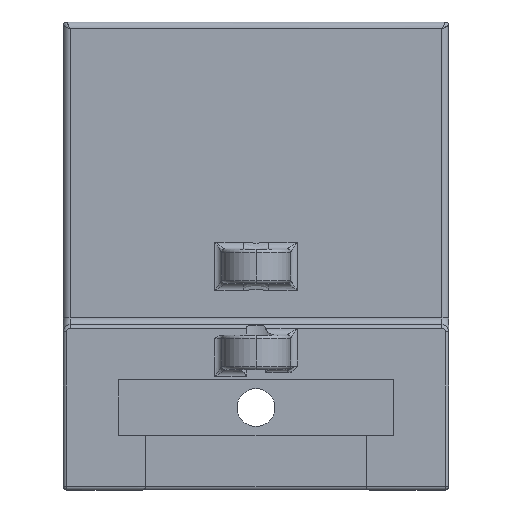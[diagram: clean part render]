
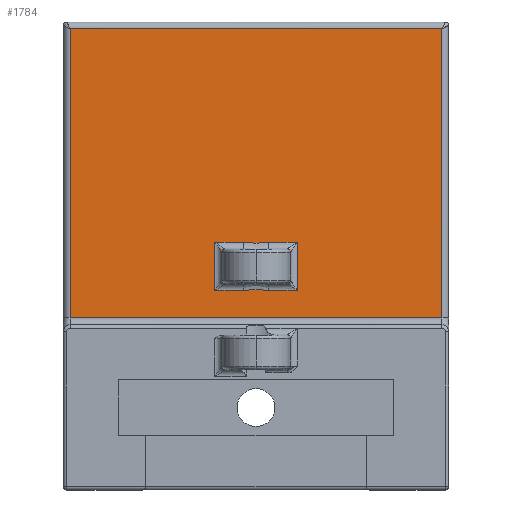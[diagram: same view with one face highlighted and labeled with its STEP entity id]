
A CAD part, front view. The second image highlights one B-rep face of the part: STEP entity #1784.
In plain terms, the highlighted planar face has unit normal (0, -1, 0).
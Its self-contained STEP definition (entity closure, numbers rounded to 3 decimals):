
#50 = VERTEX_POINT ( 'NONE', #3300 ) ;
#54 = EDGE_CURVE ( 'NONE', #2502, #2719, #1237, .T. ) ;
#72 = DIRECTION ( 'NONE',  ( 0., 0., 1. ) ) ;
#142 = DIRECTION ( 'NONE',  ( -1., 0., 0. ) ) ;
#181 = ORIENTED_EDGE ( 'NONE', *, *, #230, .T. ) ;
#185 = VERTEX_POINT ( 'NONE', #2701 ) ;
#211 = DIRECTION ( 'NONE',  ( 1., 0., 0. ) ) ;
#230 = EDGE_CURVE ( 'NONE', #3646, #3281, #460, .T. ) ;
#380 = CARTESIAN_POINT ( 'NONE',  ( -0.298, -23.5, 9.134 ) ) ;
#423 = EDGE_CURVE ( 'NONE', #1391, #185, #505, .T. ) ;
#428 = EDGE_LOOP ( 'NONE', ( #2984, #4235, #3131, #901 ) ) ;
#460 = B_SPLINE_CURVE_WITH_KNOTS ( 'NONE', 3,
 ( #1686, #3436, #4391, #4367, #4059, #380, #1332, #1011, #4040, #3075 ),
 .UNSPECIFIED., .F., .F.,
 ( 4, 2, 2, 2, 4 ),
 ( 0., 0.001, 0.002, 0.003, 0.004 ),
 .UNSPECIFIED. ) ;
#479 = CARTESIAN_POINT ( 'NONE',  ( 5., -23.5, 16. ) ) ;
#505 = LINE ( 'NONE', #3319, #2225 ) ;
#561 = VECTOR ( 'NONE', #2589, 1000. ) ;
#623 = ORIENTED_EDGE ( 'NONE', *, *, #3407, .T. ) ;
#697 = VECTOR ( 'NONE', #211, 1000. ) ;
#704 = EDGE_CURVE ( 'NONE', #185, #2502, #3154, .T. ) ;
#752 = CARTESIAN_POINT ( 'NONE',  ( -6., -23.5, 15. ) ) ;
#779 = FACE_BOUND ( 'NONE', #2757, .T. ) ;
#828 = CARTESIAN_POINT ( 'NONE',  ( 6., -23.5, 10. ) ) ;
#838 = VERTEX_POINT ( 'NONE', #1698 ) ;
#844 = ORIENTED_EDGE ( 'NONE', *, *, #4259, .T. ) ;
#901 = ORIENTED_EDGE ( 'NONE', *, *, #423, .T. ) ;
#1011 = CARTESIAN_POINT ( 'NONE',  ( -1.2, -23.5, 9.036 ) ) ;
#1112 = DIRECTION ( 'NONE',  ( 1., 0., 0. ) ) ;
#1116 = CARTESIAN_POINT ( 'NONE',  ( 27., -23.5, 48. ) ) ;
#1135 = EDGE_CURVE ( 'NONE', #3434, #1752, #3777, .T. ) ;
#1147 = DIRECTION ( 'NONE',  ( 0., 0., -1. ) ) ;
#1237 = LINE ( 'NONE', #4013, #561 ) ;
#1272 = CARTESIAN_POINT ( 'NONE',  ( 1.803, -23.5, 16. ) ) ;
#1332 = CARTESIAN_POINT ( 'NONE',  ( -0.6, -23.5, 9.104 ) ) ;
#1348 = ORIENTED_EDGE ( 'NONE', *, *, #4151, .T. ) ;
#1391 = VERTEX_POINT ( 'NONE', #1735 ) ;
#1398 = ORIENTED_EDGE ( 'NONE', *, *, #3303, .T. ) ;
#1525 = CARTESIAN_POINT ( 'NONE',  ( -5., -23.5, 9. ) ) ;
#1666 = CARTESIAN_POINT ( 'NONE',  ( -1.803, -23.5, 16. ) ) ;
#1686 = CARTESIAN_POINT ( 'NONE',  ( 1.803, -23.5, 9. ) ) ;
#1691 = VECTOR ( 'NONE', #1147, 1000. ) ;
#1698 = CARTESIAN_POINT ( 'NONE',  ( 6., -23.5, 16. ) ) ;
#1699 = LINE ( 'NONE', #4091, #3378 ) ;
#1735 = CARTESIAN_POINT ( 'NONE',  ( -27., -23.5, 5. ) ) ;
#1752 = VERTEX_POINT ( 'NONE', #4201 ) ;
#1784 = ADVANCED_FACE ( 'NONE', ( #779, #3889 ), #2205, .F. ) ;
#1791 = DIRECTION ( 'NONE',  ( 0., 1., 0. ) ) ;
#1855 = DIRECTION ( 'NONE',  ( 0., 0., 1. ) ) ;
#1856 = CARTESIAN_POINT ( 'NONE',  ( -27., -23.5, 47. ) ) ;
#1962 = CARTESIAN_POINT ( 'NONE',  ( 1.5, -23.5, 16. ) ) ;
#1984 = CARTESIAN_POINT ( 'NONE',  ( 0.6, -23.5, 15.896 ) ) ;
#2076 = DIRECTION ( 'NONE',  ( 0., 0., 1. ) ) ;
#2138 = EDGE_CURVE ( 'NONE', #3281, #50, #1699, .T. ) ;
#2196 = CARTESIAN_POINT ( 'NONE',  ( -6., -23.5, 16. ) ) ;
#2205 = PLANE ( 'NONE',  #3301 ) ;
#2225 = VECTOR ( 'NONE', #4271, 1000. ) ;
#2382 = CARTESIAN_POINT ( 'NONE',  ( 0.298, -23.5, 15.866 ) ) ;
#2502 = VERTEX_POINT ( 'NONE', #2697 ) ;
#2589 = DIRECTION ( 'NONE',  ( -1., 0., 0. ) ) ;
#2618 = LINE ( 'NONE', #1525, #3882 ) ;
#2639 = VERTEX_POINT ( 'NONE', #3907 ) ;
#2642 = CARTESIAN_POINT ( 'NONE',  ( 1.803, -23.5, 16. ) ) ;
#2665 = DIRECTION ( 'NONE',  ( -1., 0., 0. ) ) ;
#2677 = ORIENTED_EDGE ( 'NONE', *, *, #2138, .T. ) ;
#2687 = CARTESIAN_POINT ( 'NONE',  ( -1.803, -23.5, 9. ) ) ;
#2688 = CARTESIAN_POINT ( 'NONE',  ( -0.604, -23.5, 15.896 ) ) ;
#2697 = CARTESIAN_POINT ( 'NONE',  ( 27., -23.5, 47. ) ) ;
#2701 = CARTESIAN_POINT ( 'NONE',  ( 27., -23.5, 5. ) ) ;
#2719 = VERTEX_POINT ( 'NONE', #1856 ) ;
#2741 = VERTEX_POINT ( 'NONE', #2642 ) ;
#2745 = VECTOR ( 'NONE', #4330, 1000. ) ;
#2757 = EDGE_LOOP ( 'NONE', ( #844, #1348, #623, #1398, #181, #2677, #3606, #3193 ) ) ;
#2782 = CARTESIAN_POINT ( 'NONE',  ( 1.803, -23.5, 9. ) ) ;
#2793 = CARTESIAN_POINT ( 'NONE',  ( 5., -23.5, 16. ) ) ;
#2969 = CARTESIAN_POINT ( 'NONE',  ( -27., -23.5, 4. ) ) ;
#2984 = ORIENTED_EDGE ( 'NONE', *, *, #704, .T. ) ;
#2986 = B_SPLINE_CURVE_WITH_KNOTS ( 'NONE', 3,
 ( #1666, #4376, #3352, #2688, #3661, #2382, #1984, #3332, #1962, #1272 ),
 .UNSPECIFIED., .F., .F.,
 ( 4, 2, 2, 2, 4 ),
 ( 0., 0.001, 0.002, 0.003, 0.004 ),
 .UNSPECIFIED. ) ;
#3032 = VECTOR ( 'NONE', #2076, 1000. ) ;
#3075 = CARTESIAN_POINT ( 'NONE',  ( -1.803, -23.5, 9. ) ) ;
#3131 = ORIENTED_EDGE ( 'NONE', *, *, #3169, .T. ) ;
#3154 = LINE ( 'NONE', #1116, #3720 ) ;
#3169 = EDGE_CURVE ( 'NONE', #2719, #1391, #3638, .T. ) ;
#3193 = ORIENTED_EDGE ( 'NONE', *, *, #1135, .T. ) ;
#3281 = VERTEX_POINT ( 'NONE', #2687 ) ;
#3300 = CARTESIAN_POINT ( 'NONE',  ( -6., -23.5, 9. ) ) ;
#3301 = AXIS2_PLACEMENT_3D ( 'NONE', #3537, #1791, #1855 ) ;
#3303 = EDGE_CURVE ( 'NONE', #2639, #3646, #2618, .T. ) ;
#3319 = CARTESIAN_POINT ( 'NONE',  ( 28., -23.5, 5. ) ) ;
#3332 = CARTESIAN_POINT ( 'NONE',  ( 1.2, -23.5, 15.964 ) ) ;
#3352 = CARTESIAN_POINT ( 'NONE',  ( -1.202, -23.5, 15.964 ) ) ;
#3378 = VECTOR ( 'NONE', #2665, 1000. ) ;
#3401 = LINE ( 'NONE', #828, #1691 ) ;
#3407 = EDGE_CURVE ( 'NONE', #838, #2639, #3401, .T. ) ;
#3434 = VERTEX_POINT ( 'NONE', #2196 ) ;
#3436 = CARTESIAN_POINT ( 'NONE',  ( 1.501, -23.5, 9. ) ) ;
#3448 = LINE ( 'NONE', #752, #3032 ) ;
#3537 = CARTESIAN_POINT ( 'NONE',  ( 28., -23.5, 48. ) ) ;
#3606 = ORIENTED_EDGE ( 'NONE', *, *, #3986, .T. ) ;
#3638 = LINE ( 'NONE', #2969, #2745 ) ;
#3646 = VERTEX_POINT ( 'NONE', #2782 ) ;
#3661 = CARTESIAN_POINT ( 'NONE',  ( -0.305, -23.5, 15.866 ) ) ;
#3720 = VECTOR ( 'NONE', #72, 1000. ) ;
#3777 = LINE ( 'NONE', #2793, #4362 ) ;
#3862 = LINE ( 'NONE', #479, #697 ) ;
#3882 = VECTOR ( 'NONE', #142, 1000. ) ;
#3889 = FACE_OUTER_BOUND ( 'NONE', #428, .T. ) ;
#3907 = CARTESIAN_POINT ( 'NONE',  ( 6., -23.5, 9. ) ) ;
#3986 = EDGE_CURVE ( 'NONE', #50, #3434, #3448, .T. ) ;
#4013 = CARTESIAN_POINT ( 'NONE',  ( 28., -23.5, 47. ) ) ;
#4040 = CARTESIAN_POINT ( 'NONE',  ( -1.5, -23.5, 9. ) ) ;
#4059 = CARTESIAN_POINT ( 'NONE',  ( 0.305, -23.5, 9.134 ) ) ;
#4091 = CARTESIAN_POINT ( 'NONE',  ( -5., -23.5, 9. ) ) ;
#4151 = EDGE_CURVE ( 'NONE', #2741, #838, #3862, .T. ) ;
#4201 = CARTESIAN_POINT ( 'NONE',  ( -1.803, -23.5, 16. ) ) ;
#4235 = ORIENTED_EDGE ( 'NONE', *, *, #54, .T. ) ;
#4259 = EDGE_CURVE ( 'NONE', #1752, #2741, #2986, .T. ) ;
#4271 = DIRECTION ( 'NONE',  ( 1., 0., 0. ) ) ;
#4330 = DIRECTION ( 'NONE',  ( 0., 0., -1. ) ) ;
#4362 = VECTOR ( 'NONE', #1112, 1000. ) ;
#4367 = CARTESIAN_POINT ( 'NONE',  ( 0.604, -23.5, 9.104 ) ) ;
#4376 = CARTESIAN_POINT ( 'NONE',  ( -1.501, -23.5, 16. ) ) ;
#4391 = CARTESIAN_POINT ( 'NONE',  ( 1.202, -23.5, 9.036 ) ) ;
